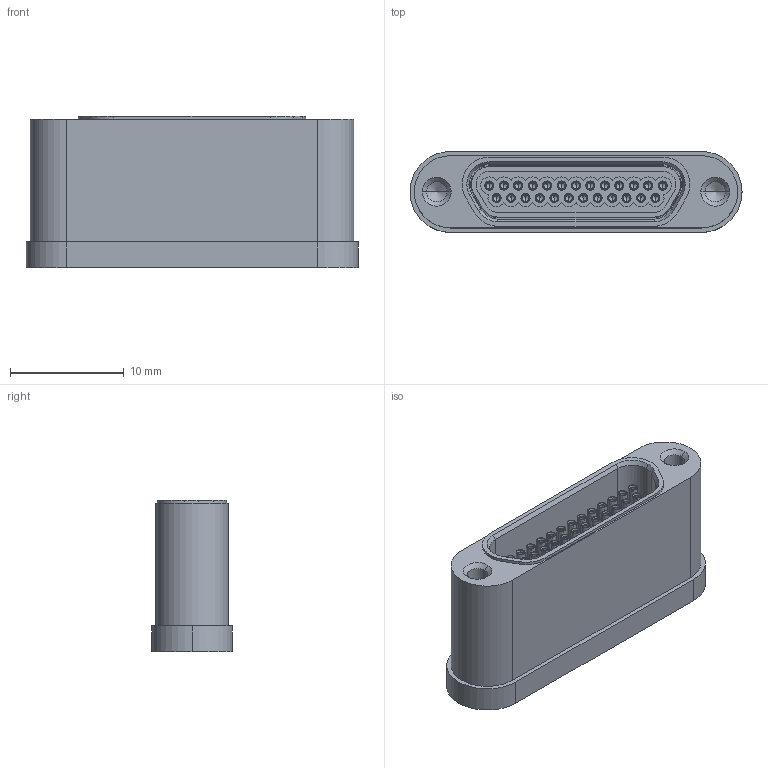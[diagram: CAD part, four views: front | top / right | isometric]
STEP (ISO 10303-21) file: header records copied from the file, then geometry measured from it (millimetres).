
FILE_DESCRIPTION (( 'STEP AP203' ), '1' );
FILE_NAME ('A8978-4-W.STEP', '2013-04-29T11:36:52', ( '' ), ( '' ), 'SwSTEP 2.0', 'SolidWorks 2012', '' );
FILE_SCHEMA (( 'CONFIG_CONTROL_DESIGN' ));
Length unit declared in the file: inch
Products named in the file (1): A8978-4-W
Bounding box: 29.21 x 7.11 x 13.34 mm (x, y, z)
Volume: 1324.5 mm3; surface area: 3005.9 mm2
Topology: 52 solids, 52 shells, 1098 faces, 2916 edges, 1902 vertices
Faces by surface type: cylinder 579, cone 190, bspline 175, plane 154
Entity records: 37949 total; most frequent: CARTESIAN_POINT 9434, DIRECTION 6471, ORIENTED_EDGE 5766, EDGE_CURVE 2883, AXIS2_PLACEMENT_3D 2764, VERTEX_POINT 1927, CIRCLE 1840, EDGE_LOOP 1336
